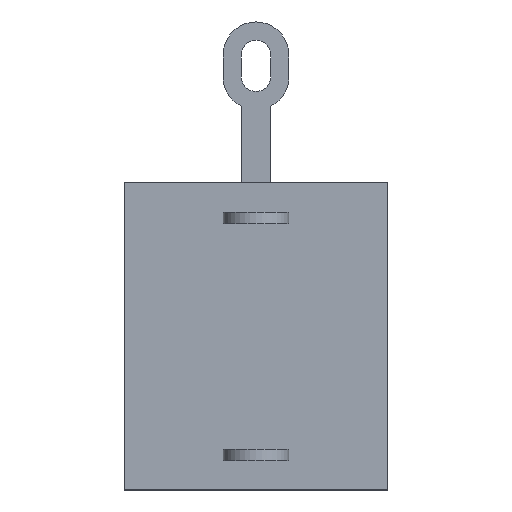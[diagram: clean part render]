
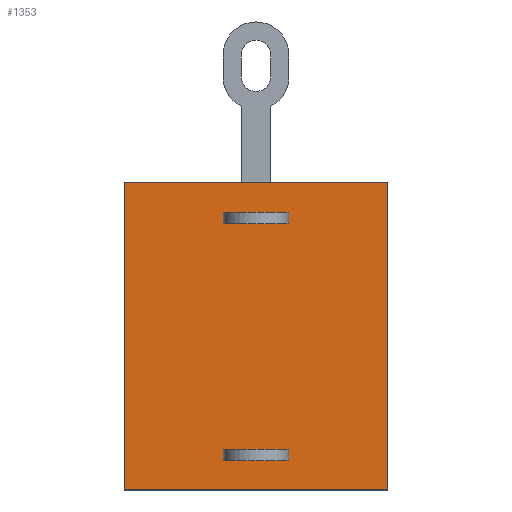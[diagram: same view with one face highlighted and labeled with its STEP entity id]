
A CAD part, left-side view. The second image highlights one B-rep face of the part: STEP entity #1353.
In plain terms, the highlighted planar face has unit normal (-1, 0, 0).
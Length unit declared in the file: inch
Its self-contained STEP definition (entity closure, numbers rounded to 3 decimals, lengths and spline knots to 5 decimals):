
#13 = PLANE ( 'NONE',  #1497 ) ;
#26 = CARTESIAN_POINT ( 'NONE',  ( -0.53543, 0.01969, -0.16929 ) ) ;
#56 = DIRECTION ( 'NONE',  ( 0., 0., 1. ) ) ;
#71 = CARTESIAN_POINT ( 'NONE',  ( -0.53543, -0.01969, -0.16929 ) ) ;
#102 = VERTEX_POINT ( 'NONE', #2118 ) ;
#141 = DIRECTION ( 'NONE',  ( 0., 0., 1. ) ) ;
#249 = CARTESIAN_POINT ( 'NONE',  ( -0.53543, 0.17717, 0.18898 ) ) ;
#256 = CARTESIAN_POINT ( 'NONE',  ( -0.53543, 0.04429, 0.13386 ) ) ;
#269 = CARTESIAN_POINT ( 'NONE',  ( -0.53543, -0.01969, 0.13386 ) ) ;
#270 = DIRECTION ( 'NONE',  ( 0., -1., 0. ) ) ;
#282 = VECTOR ( 'NONE', #2537, 39.37008 ) ;
#286 = DIRECTION ( 'NONE',  ( 0., 0., -1. ) ) ;
#379 = CARTESIAN_POINT ( 'NONE',  ( -0.53543, 0.04429, -0.16929 ) ) ;
#383 = CARTESIAN_POINT ( 'NONE',  ( -0.53543, -0.17717, 0.18898 ) ) ;
#407 = EDGE_LOOP ( 'NONE', ( #2651, #2924, #1672, #2424 ) ) ;
#408 = ORIENTED_EDGE ( 'NONE', *, *, #2920, .F. ) ;
#428 = EDGE_LOOP ( 'NONE', ( #2633, #2718, #494, #408 ) ) ;
#474 = LINE ( 'NONE', #256, #2564 ) ;
#494 = ORIENTED_EDGE ( 'NONE', *, *, #2588, .F. ) ;
#538 = EDGE_CURVE ( 'NONE', #1383, #1647, #2579, .T. ) ;
#613 = VERTEX_POINT ( 'NONE', #2476 ) ;
#644 = CARTESIAN_POINT ( 'NONE',  ( -0.53543, 0.01969, 0.40555 ) ) ;
#661 = LINE ( 'NONE', #644, #1324 ) ;
#684 = DIRECTION ( 'NONE',  ( 1., 0., 0. ) ) ;
#690 = VECTOR ( 'NONE', #56, 39.37008 ) ;
#695 = VECTOR ( 'NONE', #1221, 39.37008 ) ;
#736 = ORIENTED_EDGE ( 'NONE', *, *, #2609, .T. ) ;
#804 = ORIENTED_EDGE ( 'NONE', *, *, #2206, .T. ) ;
#827 = LINE ( 'NONE', #379, #282 ) ;
#874 = EDGE_CURVE ( 'NONE', #1524, #102, #2148, .T. ) ;
#906 = VERTEX_POINT ( 'NONE', #26 ) ;
#909 = DIRECTION ( 'NONE',  ( 0., -1., 0. ) ) ;
#912 = VECTOR ( 'NONE', #1113, 39.37008 ) ;
#961 = CARTESIAN_POINT ( 'NONE',  ( -0.53543, -0.17717, -0.22441 ) ) ;
#973 = EDGE_CURVE ( 'NONE', #2081, #1383, #1670, .T. ) ;
#1045 = VECTOR ( 'NONE', #2166, 39.37008 ) ;
#1075 = VERTEX_POINT ( 'NONE', #71 ) ;
#1076 = VERTEX_POINT ( 'NONE', #2226 ) ;
#1081 = DIRECTION ( 'NONE',  ( 0., -1., 0. ) ) ;
#1087 = CARTESIAN_POINT ( 'NONE',  ( -0.53543, 0.01969, 0.13386 ) ) ;
#1095 = LINE ( 'NONE', #2979, #1176 ) ;
#1113 = DIRECTION ( 'NONE',  ( 0., 0., -1. ) ) ;
#1123 = CARTESIAN_POINT ( 'NONE',  ( -0.53543, 0.17717, 0.18898 ) ) ;
#1165 = FACE_BOUND ( 'NONE', #407, .T. ) ;
#1176 = VECTOR ( 'NONE', #141, 39.37008 ) ;
#1221 = DIRECTION ( 'NONE',  ( 0., -1., 0. ) ) ;
#1222 = VECTOR ( 'NONE', #286, 39.37008 ) ;
#1269 = LINE ( 'NONE', #2915, #2710 ) ;
#1284 = DIRECTION ( 'NONE',  ( 0., 0., -1. ) ) ;
#1320 = ORIENTED_EDGE ( 'NONE', *, *, #2872, .F. ) ;
#1324 = VECTOR ( 'NONE', #2786, 39.37008 ) ;
#1353 = ADVANCED_FACE ( 'NONE', ( #3052, #1165, #2838 ), #13, .F. ) ;
#1383 = VERTEX_POINT ( 'NONE', #961 ) ;
#1398 = LINE ( 'NONE', #2844, #2326 ) ;
#1497 = AXIS2_PLACEMENT_3D ( 'NONE', #249, #684, #2593 ) ;
#1524 = VERTEX_POINT ( 'NONE', #2333 ) ;
#1647 = VERTEX_POINT ( 'NONE', #2618 ) ;
#1670 = LINE ( 'NONE', #2348, #1045 ) ;
#1672 = ORIENTED_EDGE ( 'NONE', *, *, #2820, .T. ) ;
#1717 = EDGE_CURVE ( 'NONE', #1906, #2621, #474, .T. ) ;
#1881 = VERTEX_POINT ( 'NONE', #2214 ) ;
#1906 = VERTEX_POINT ( 'NONE', #1087 ) ;
#1930 = CARTESIAN_POINT ( 'NONE',  ( -0.53543, 0.04429, -0.18504 ) ) ;
#2081 = VERTEX_POINT ( 'NONE', #2646 ) ;
#2118 = CARTESIAN_POINT ( 'NONE',  ( -0.53543, -0.01969, -0.18504 ) ) ;
#2143 = CARTESIAN_POINT ( 'NONE',  ( -0.53543, 0.01969, 0.40555 ) ) ;
#2148 = LINE ( 'NONE', #1930, #695 ) ;
#2166 = DIRECTION ( 'NONE',  ( 0., -1., 0. ) ) ;
#2206 = EDGE_CURVE ( 'NONE', #613, #2621, #1269, .T. ) ;
#2214 = CARTESIAN_POINT ( 'NONE',  ( -0.53543, 0.17717, 0.18898 ) ) ;
#2226 = CARTESIAN_POINT ( 'NONE',  ( -0.53543, 0.01969, 0.14961 ) ) ;
#2323 = CARTESIAN_POINT ( 'NONE',  ( -0.53543, -0.01969, 0.40555 ) ) ;
#2326 = VECTOR ( 'NONE', #909, 39.37008 ) ;
#2333 = CARTESIAN_POINT ( 'NONE',  ( -0.53543, 0.01969, -0.18504 ) ) ;
#2348 = CARTESIAN_POINT ( 'NONE',  ( -0.53543, 0.17717, -0.22441 ) ) ;
#2375 = LINE ( 'NONE', #2143, #1222 ) ;
#2403 = EDGE_CURVE ( 'NONE', #1075, #102, #2964, .T. ) ;
#2424 = ORIENTED_EDGE ( 'NONE', *, *, #2403, .T. ) ;
#2476 = CARTESIAN_POINT ( 'NONE',  ( -0.53543, -0.01969, 0.14961 ) ) ;
#2511 = VECTOR ( 'NONE', #1081, 39.37008 ) ;
#2525 = LINE ( 'NONE', #1123, #2511 ) ;
#2537 = DIRECTION ( 'NONE',  ( 0., -1., 0. ) ) ;
#2551 = ORIENTED_EDGE ( 'NONE', *, *, #1717, .F. ) ;
#2564 = VECTOR ( 'NONE', #270, 39.37008 ) ;
#2579 = LINE ( 'NONE', #383, #690 ) ;
#2588 = EDGE_CURVE ( 'NONE', #1881, #1647, #2525, .T. ) ;
#2593 = DIRECTION ( 'NONE',  ( 0., 0., -1. ) ) ;
#2609 = EDGE_CURVE ( 'NONE', #1076, #613, #1398, .T. ) ;
#2613 = EDGE_CURVE ( 'NONE', #906, #1524, #2375, .T. ) ;
#2618 = CARTESIAN_POINT ( 'NONE',  ( -0.53543, -0.17717, 0.18898 ) ) ;
#2621 = VERTEX_POINT ( 'NONE', #269 ) ;
#2633 = ORIENTED_EDGE ( 'NONE', *, *, #973, .T. ) ;
#2646 = CARTESIAN_POINT ( 'NONE',  ( -0.53543, 0.17717, -0.22441 ) ) ;
#2651 = ORIENTED_EDGE ( 'NONE', *, *, #874, .F. ) ;
#2667 = EDGE_LOOP ( 'NONE', ( #2551, #1320, #736, #804 ) ) ;
#2710 = VECTOR ( 'NONE', #1284, 39.37008 ) ;
#2718 = ORIENTED_EDGE ( 'NONE', *, *, #538, .T. ) ;
#2786 = DIRECTION ( 'NONE',  ( 0., 0., -1. ) ) ;
#2820 = EDGE_CURVE ( 'NONE', #906, #1075, #827, .T. ) ;
#2838 = FACE_OUTER_BOUND ( 'NONE', #428, .T. ) ;
#2844 = CARTESIAN_POINT ( 'NONE',  ( -0.53543, 0.04429, 0.14961 ) ) ;
#2872 = EDGE_CURVE ( 'NONE', #1076, #1906, #661, .T. ) ;
#2915 = CARTESIAN_POINT ( 'NONE',  ( -0.53543, -0.01969, 0.40555 ) ) ;
#2920 = EDGE_CURVE ( 'NONE', #2081, #1881, #1095, .T. ) ;
#2924 = ORIENTED_EDGE ( 'NONE', *, *, #2613, .F. ) ;
#2964 = LINE ( 'NONE', #2323, #912 ) ;
#2979 = CARTESIAN_POINT ( 'NONE',  ( -0.53543, 0.17717, 0.18898 ) ) ;
#3052 = FACE_BOUND ( 'NONE', #2667, .T. ) ;
